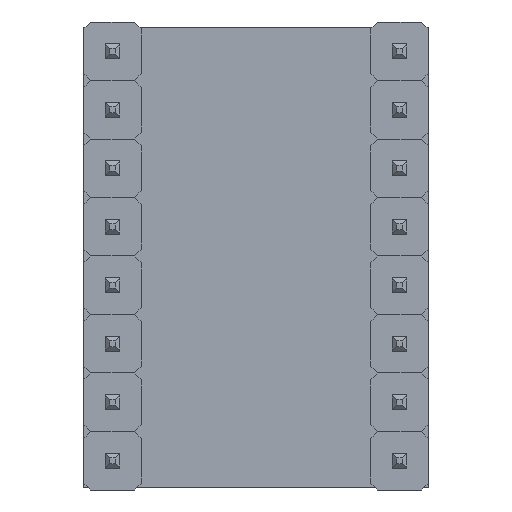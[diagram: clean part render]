
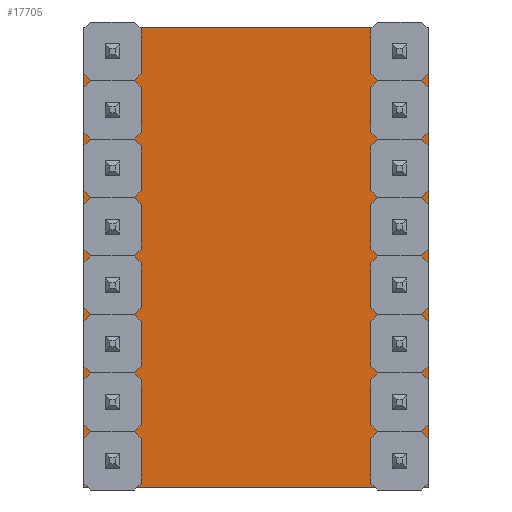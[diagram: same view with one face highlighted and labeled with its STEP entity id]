
A CAD part, front view. The second image highlights one B-rep face of the part: STEP entity #17705.
In plain terms, the highlighted planar face has unit normal (0, -1, 0).
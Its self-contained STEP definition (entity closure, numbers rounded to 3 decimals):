
#724=FACE_OUTER_BOUND('',#1788,.T.);
#1788=EDGE_LOOP('',(#10892,#10893,#10894,#10895));
#2909=LINE('',#24350,#4988);
#2916=LINE('',#24364,#4995);
#2917=LINE('',#24366,#4996);
#2918=LINE('',#24367,#4997);
#4988=VECTOR('',#19971,20.);
#4995=VECTOR('',#19982,15.);
#4996=VECTOR('',#19983,15.);
#4997=VECTOR('',#19984,20.);
#7067=VERTEX_POINT('',#24348);
#7068=VERTEX_POINT('',#24349);
#7073=VERTEX_POINT('',#24363);
#7074=VERTEX_POINT('',#24365);
#8444=EDGE_CURVE('',#7067,#7068,#2909,.T.);
#8451=EDGE_CURVE('',#7068,#7073,#2916,.T.);
#8452=EDGE_CURVE('',#7074,#7067,#2917,.T.);
#8453=EDGE_CURVE('',#7073,#7074,#2918,.T.);
#10892=ORIENTED_EDGE('',*,*,#8451,.F.);
#10893=ORIENTED_EDGE('',*,*,#8444,.F.);
#10894=ORIENTED_EDGE('',*,*,#8452,.F.);
#10895=ORIENTED_EDGE('',*,*,#8453,.F.);
#15766=PLANE('',#18820);
#17705=ADVANCED_FACE('',(#724),#15766,.T.);
#18820=AXIS2_PLACEMENT_3D('',#24362,#19980,#19981);
#19971=DIRECTION('',(0.,0.,-1.));
#19980=DIRECTION('center_axis',(0.,-1.,0.));
#19981=DIRECTION('ref_axis',(0.,0.,1.));
#19982=DIRECTION('',(-1.,0.,0.));
#19983=DIRECTION('',(1.,0.,0.));
#19984=DIRECTION('',(0.,0.,1.));
#24348=CARTESIAN_POINT('',(7.5,0.,10.));
#24349=CARTESIAN_POINT('',(7.5,0.,-10.));
#24350=CARTESIAN_POINT('',(7.5,0.,10.));
#24362=CARTESIAN_POINT('Origin',(-7.5,0.,-10.));
#24363=CARTESIAN_POINT('',(-7.5,0.,-10.));
#24364=CARTESIAN_POINT('',(7.5,0.,-10.));
#24365=CARTESIAN_POINT('',(-7.5,0.,10.));
#24366=CARTESIAN_POINT('',(-7.5,0.,10.));
#24367=CARTESIAN_POINT('',(-7.5,0.,-10.));
